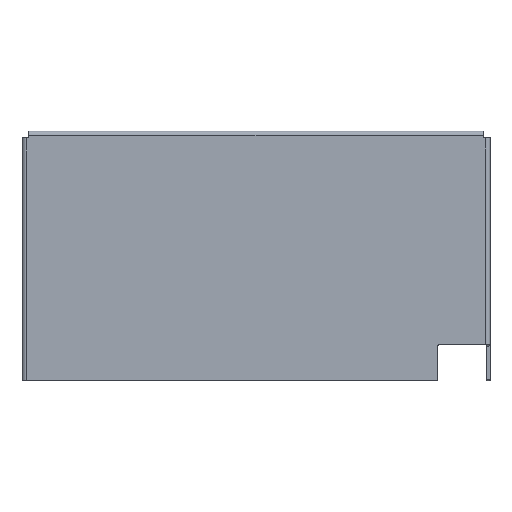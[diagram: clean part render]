
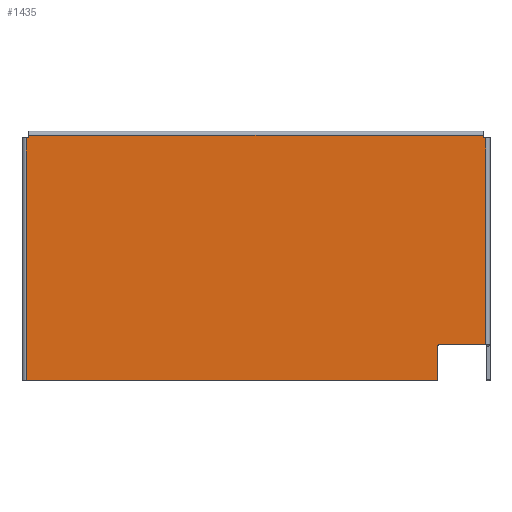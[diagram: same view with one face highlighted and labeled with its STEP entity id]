
A CAD part, front view. The second image highlights one B-rep face of the part: STEP entity #1435.
In plain terms, the highlighted planar face has unit normal (0, -1, 0).
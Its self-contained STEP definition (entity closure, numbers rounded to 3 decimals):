
#12 = CARTESIAN_POINT ( 'NONE',  ( -172.401, -2.286, -93.65 ) ) ;
#21 = CARTESIAN_POINT ( 'NONE',  ( 136.401, -2.286, -92.65 ) ) ;
#48 = VECTOR ( 'NONE', #384, 1000. ) ;
#50 = CARTESIAN_POINT ( 'NONE',  ( -170.386, -2.286, 88.536 ) ) ;
#55 = VECTOR ( 'NONE', #484, 1000. ) ;
#59 = DIRECTION ( 'NONE',  ( 0., 0., 1. ) ) ;
#67 = CARTESIAN_POINT ( 'NONE',  ( 135.401, -2.286, -92.65 ) ) ;
#77 = CARTESIAN_POINT ( 'NONE',  ( 135.401, -2.286, -93.65 ) ) ;
#96 = DIRECTION ( 'NONE',  ( -1., 0., 0. ) ) ;
#102 = VERTEX_POINT ( 'NONE', #891 ) ;
#109 = EDGE_CURVE ( 'NONE', #1668, #382, #1167, .T. ) ;
#122 = VERTEX_POINT ( 'NONE', #77 ) ;
#142 = EDGE_CURVE ( 'NONE', #1676, #405, #317, .T. ) ;
#163 = VECTOR ( 'NONE', #1741, 1000. ) ;
#215 = ORIENTED_EDGE ( 'NONE', *, *, #109, .F. ) ;
#217 = EDGE_CURVE ( 'NONE', #680, #1281, #1330, .T. ) ;
#256 = CARTESIAN_POINT ( 'NONE',  ( 136.401, -2.286, -93.65 ) ) ;
#317 = LINE ( 'NONE', #619, #363 ) ;
#363 = VECTOR ( 'NONE', #1542, 1000. ) ;
#371 = LINE ( 'NONE', #1739, #48 ) ;
#382 = VERTEX_POINT ( 'NONE', #669 ) ;
#384 = DIRECTION ( 'NONE',  ( 0., 0., -1. ) ) ;
#396 = VECTOR ( 'NONE', #715, 1000. ) ;
#401 = LINE ( 'NONE', #1351, #1417 ) ;
#403 = EDGE_CURVE ( 'NONE', #680, #1488, #570, .T. ) ;
#405 = VERTEX_POINT ( 'NONE', #1750 ) ;
#409 = CARTESIAN_POINT ( 'NONE',  ( 137.401, -2.286, -67.65 ) ) ;
#425 = EDGE_CURVE ( 'NONE', #122, #1515, #1747, .T. ) ;
#428 = CARTESIAN_POINT ( 'NONE',  ( -170.386, -2.286, 88.536 ) ) ;
#484 = DIRECTION ( 'NONE',  ( 0., 0., -1. ) ) ;
#486 = CARTESIAN_POINT ( 'NONE',  ( 172.401, -2.286, -66.65 ) ) ;
#487 = ORIENTED_EDGE ( 'NONE', *, *, #1038, .F. ) ;
#517 = ORIENTED_EDGE ( 'NONE', *, *, #425, .T. ) ;
#532 = VECTOR ( 'NONE', #1394, 1000. ) ;
#540 = VERTEX_POINT ( 'NONE', #862 ) ;
#550 = LINE ( 'NONE', #428, #1027 ) ;
#568 = ORIENTED_EDGE ( 'NONE', *, *, #938, .T. ) ;
#570 = LINE ( 'NONE', #1119, #532 ) ;
#607 = EDGE_CURVE ( 'NONE', #1170, #1668, #371, .T. ) ;
#619 = CARTESIAN_POINT ( 'NONE',  ( 172.401, -2.286, -66.65 ) ) ;
#633 = ORIENTED_EDGE ( 'NONE', *, *, #668, .T. ) ;
#639 = EDGE_LOOP ( 'NONE', ( #215, #902, #633, #1525, #1491, #1398, #1389, #517, #487, #568, #802, #1232 ) ) ;
#668 = EDGE_CURVE ( 'NONE', #1170, #540, #1575, .T. ) ;
#669 = CARTESIAN_POINT ( 'NONE',  ( 172.401, -2.286, 88.536 ) ) ;
#680 = VERTEX_POINT ( 'NONE', #687 ) ;
#687 = CARTESIAN_POINT ( 'NONE',  ( -172.401, -2.286, 88.536 ) ) ;
#690 = DIRECTION ( 'NONE',  ( 0., 0., 1. ) ) ;
#715 = DIRECTION ( 'NONE',  ( -1., 0., 0. ) ) ;
#758 = DIRECTION ( 'NONE',  ( 0., 0., 1. ) ) ;
#769 = AXIS2_PLACEMENT_3D ( 'NONE', #963, #982, #690 ) ;
#792 = AXIS2_PLACEMENT_3D ( 'NONE', #409, #1302, #758 ) ;
#802 = ORIENTED_EDGE ( 'NONE', *, *, #142, .F. ) ;
#862 = CARTESIAN_POINT ( 'NONE',  ( -170.386, -2.286, 90.551 ) ) ;
#891 = CARTESIAN_POINT ( 'NONE',  ( 136.401, -2.286, -67.65 ) ) ;
#902 = ORIENTED_EDGE ( 'NONE', *, *, #607, .F. ) ;
#924 = EDGE_CURVE ( 'NONE', #1676, #382, #401, .T. ) ;
#938 = EDGE_CURVE ( 'NONE', #102, #405, #998, .T. ) ;
#963 = CARTESIAN_POINT ( 'NONE',  ( 0., -2.286, 0. ) ) ;
#978 = DIRECTION ( 'NONE',  ( 0., 0., 1. ) ) ;
#982 = DIRECTION ( 'NONE',  ( 0., 1., 0. ) ) ;
#989 = LINE ( 'NONE', #1638, #396 ) ;
#998 = CIRCLE ( 'NONE', #792, 1. ) ;
#1025 = DIRECTION ( 'NONE',  ( 0., -1., 0. ) ) ;
#1027 = VECTOR ( 'NONE', #978, 1000. ) ;
#1038 = EDGE_CURVE ( 'NONE', #102, #1515, #1696, .T. ) ;
#1048 = DIRECTION ( 'NONE',  ( 0., 0., 1. ) ) ;
#1119 = CARTESIAN_POINT ( 'NONE',  ( -172.401, -2.286, 90.551 ) ) ;
#1153 = EDGE_CURVE ( 'NONE', #1281, #540, #550, .T. ) ;
#1167 = LINE ( 'NONE', #1561, #1746 ) ;
#1170 = VERTEX_POINT ( 'NONE', #1631 ) ;
#1175 = CARTESIAN_POINT ( 'NONE',  ( -175.5, -2.286, 88.536 ) ) ;
#1232 = ORIENTED_EDGE ( 'NONE', *, *, #924, .T. ) ;
#1241 = PLANE ( 'NONE',  #769 ) ;
#1281 = VERTEX_POINT ( 'NONE', #50 ) ;
#1302 = DIRECTION ( 'NONE',  ( 0., 1., 0. ) ) ;
#1315 = CARTESIAN_POINT ( 'NONE',  ( 172.401, -2.286, 90.551 ) ) ;
#1328 = VECTOR ( 'NONE', #96, 1000. ) ;
#1330 = LINE ( 'NONE', #1175, #163 ) ;
#1351 = CARTESIAN_POINT ( 'NONE',  ( 172.401, -2.286, -93.65 ) ) ;
#1389 = ORIENTED_EDGE ( 'NONE', *, *, #1549, .F. ) ;
#1394 = DIRECTION ( 'NONE',  ( 0., 0., -1. ) ) ;
#1398 = ORIENTED_EDGE ( 'NONE', *, *, #403, .T. ) ;
#1417 = VECTOR ( 'NONE', #1048, 1000. ) ;
#1435 = ADVANCED_FACE ( 'NONE', ( #1502 ), #1241, .F. ) ;
#1488 = VERTEX_POINT ( 'NONE', #12 ) ;
#1491 = ORIENTED_EDGE ( 'NONE', *, *, #217, .F. ) ;
#1502 = FACE_OUTER_BOUND ( 'NONE', #639, .T. ) ;
#1515 = VERTEX_POINT ( 'NONE', #21 ) ;
#1525 = ORIENTED_EDGE ( 'NONE', *, *, #1153, .F. ) ;
#1542 = DIRECTION ( 'NONE',  ( -1., 0., 0. ) ) ;
#1549 = EDGE_CURVE ( 'NONE', #122, #1488, #989, .T. ) ;
#1561 = CARTESIAN_POINT ( 'NONE',  ( 170.386, -2.286, 88.536 ) ) ;
#1575 = LINE ( 'NONE', #1315, #1328 ) ;
#1631 = CARTESIAN_POINT ( 'NONE',  ( 170.386, -2.286, 90.551 ) ) ;
#1636 = AXIS2_PLACEMENT_3D ( 'NONE', #67, #1025, #59 ) ;
#1638 = CARTESIAN_POINT ( 'NONE',  ( -175.5, -2.286, -93.65 ) ) ;
#1668 = VERTEX_POINT ( 'NONE', #1673 ) ;
#1673 = CARTESIAN_POINT ( 'NONE',  ( 170.386, -2.286, 88.536 ) ) ;
#1676 = VERTEX_POINT ( 'NONE', #486 ) ;
#1682 = DIRECTION ( 'NONE',  ( 1., 0., 0. ) ) ;
#1696 = LINE ( 'NONE', #256, #55 ) ;
#1739 = CARTESIAN_POINT ( 'NONE',  ( 170.386, -2.286, 93.65 ) ) ;
#1741 = DIRECTION ( 'NONE',  ( 1., 0., 0. ) ) ;
#1746 = VECTOR ( 'NONE', #1682, 1000. ) ;
#1747 = CIRCLE ( 'NONE', #1636, 1. ) ;
#1750 = CARTESIAN_POINT ( 'NONE',  ( 137.401, -2.286, -66.65 ) ) ;
